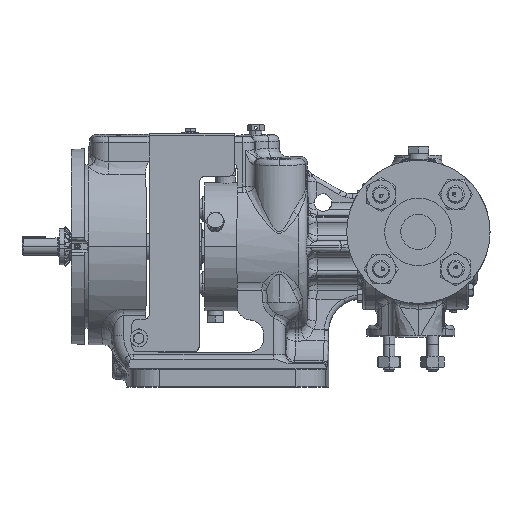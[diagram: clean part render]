
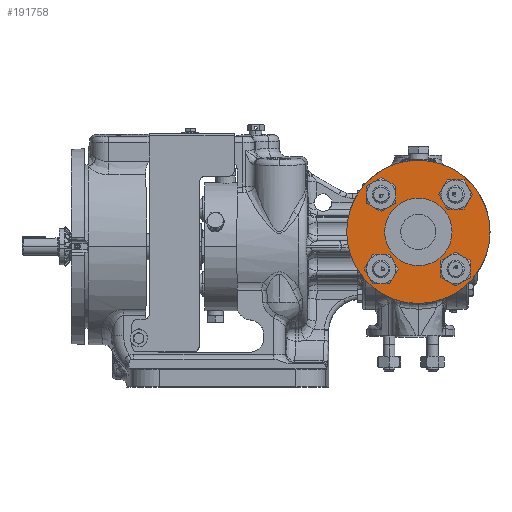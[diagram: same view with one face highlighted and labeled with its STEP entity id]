
A CAD part, top view. The second image highlights one B-rep face of the part: STEP entity #191758.
In plain terms, the highlighted planar face has unit normal (0, 0, 1).
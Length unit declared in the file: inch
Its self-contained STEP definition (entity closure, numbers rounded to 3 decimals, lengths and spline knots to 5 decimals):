
#808 = CIRCLE ( 'NONE', #131187, 3.06 ) ;
#1233 = ORIENTED_EDGE ( 'NONE', *, *, #69818, .T. ) ;
#1808 = ORIENTED_EDGE ( 'NONE', *, *, #148490, .F. ) ;
#3031 = CIRCLE ( 'NONE', #172248, 0.375 ) ;
#6015 = EDGE_CURVE ( 'NONE', #178545, #65656, #145517, .T. ) ;
#6035 = CARTESIAN_POINT ( 'NONE',  ( 3.41099, 1.83599, 4.94 ) ) ;
#6905 = FACE_BOUND ( 'NONE', #124550, .T. ) ;
#11771 = EDGE_CURVE ( 'NONE', #120416, #83127, #808, .T. ) ;
#12035 = CARTESIAN_POINT ( 'NONE',  ( 0.22901, -0.97099, 4.94 ) ) ;
#12496 = CARTESIAN_POINT ( 'NONE',  ( -1.24, 0.62, 4.94 ) ) ;
#14036 = EDGE_CURVE ( 'NONE', #54180, #121425, #152111, .T. ) ;
#14578 = CARTESIAN_POINT ( 'NONE',  ( 3.03599, -0.97099, 4.94 ) ) ;
#16380 = DIRECTION ( 'NONE',  ( 0., 0., 1. ) ) ;
#16625 = ORIENTED_EDGE ( 'NONE', *, *, #99959, .F. ) ;
#18133 = DIRECTION ( 'NONE',  ( 0., 0., 1. ) ) ;
#19903 = DIRECTION ( 'NONE',  ( 0., 0., 1. ) ) ;
#22767 = CARTESIAN_POINT ( 'NONE',  ( 3.41099, 2.21099, 4.94 ) ) ;
#23562 = AXIS2_PLACEMENT_3D ( 'NONE', #149475, #60867, #164292 ) ;
#24372 = CARTESIAN_POINT ( 'NONE',  ( 4.88, 0.62, 4.94 ) ) ;
#25580 = ORIENTED_EDGE ( 'NONE', *, *, #36193, .F. ) ;
#26951 = DIRECTION ( 'NONE',  ( -1., 0., 0. ) ) ;
#28284 = AXIS2_PLACEMENT_3D ( 'NONE', #12035, #115572, #26951 ) ;
#28711 = AXIS2_PLACEMENT_3D ( 'NONE', #22767, #126258, #37714 ) ;
#30782 = EDGE_CURVE ( 'NONE', #121425, #54180, #169131, .T. ) ;
#31867 = VERTEX_POINT ( 'NONE', #144928 ) ;
#33544 = CARTESIAN_POINT ( 'NONE',  ( 0.22901, -0.59599, 4.94 ) ) ;
#36193 = EDGE_CURVE ( 'NONE', #31867, #143555, #119528, .T. ) ;
#37714 = DIRECTION ( 'NONE',  ( -1., 0., 0. ) ) ;
#45195 = EDGE_CURVE ( 'NONE', #80912, #137742, #187513, .T. ) ;
#46232 = FACE_BOUND ( 'NONE', #52649, .T. ) ;
#48754 = DIRECTION ( 'NONE',  ( 0., 0., 1. ) ) ;
#49491 = DIRECTION ( 'NONE',  ( 0., 0., 1. ) ) ;
#50461 = CARTESIAN_POINT ( 'NONE',  ( 0.60401, 2.21099, 4.94 ) ) ;
#52649 = EDGE_LOOP ( 'NONE', ( #151792, #170243 ) ) ;
#54180 = VERTEX_POINT ( 'NONE', #90052 ) ;
#56299 = CARTESIAN_POINT ( 'NONE',  ( 3.41099, -0.97099, 4.94 ) ) ;
#59452 = ORIENTED_EDGE ( 'NONE', *, *, #30782, .F. ) ;
#60069 = DIRECTION ( 'NONE',  ( 0., 0., 1. ) ) ;
#60867 = DIRECTION ( 'NONE',  ( 0., 0., 1. ) ) ;
#62589 = ORIENTED_EDGE ( 'NONE', *, *, #6015, .F. ) ;
#65656 = VERTEX_POINT ( 'NONE', #178549 ) ;
#67859 = CARTESIAN_POINT ( 'NONE',  ( -0.14599, 2.21099, 4.94 ) ) ;
#68584 = CIRCLE ( 'NONE', #155742, 1.44 ) ;
#69818 = EDGE_CURVE ( 'NONE', #83127, #120416, #136092, .T. ) ;
#70706 = AXIS2_PLACEMENT_3D ( 'NONE', #56299, #159750, #71197 ) ;
#71197 = DIRECTION ( 'NONE',  ( -1., 0., 0. ) ) ;
#74775 = CARTESIAN_POINT ( 'NONE',  ( 3.26, 0.62, 4.94 ) ) ;
#78456 = VERTEX_POINT ( 'NONE', #50461 ) ;
#79999 = ORIENTED_EDGE ( 'NONE', *, *, #98548, .F. ) ;
#80912 = VERTEX_POINT ( 'NONE', #165796 ) ;
#81310 = CIRCLE ( 'NONE', #132535, 0.375 ) ;
#81478 = ORIENTED_EDGE ( 'NONE', *, *, #14036, .F. ) ;
#82835 = CARTESIAN_POINT ( 'NONE',  ( 1.82, 0.62, 4.94 ) ) ;
#83127 = VERTEX_POINT ( 'NONE', #12496 ) ;
#84148 = EDGE_LOOP ( 'NONE', ( #137761, #1233 ) ) ;
#84554 = EDGE_LOOP ( 'NONE', ( #81478, #59452 ) ) ;
#84783 = DIRECTION ( 'NONE',  ( 0., 0., 1. ) ) ;
#89580 = AXIS2_PLACEMENT_3D ( 'NONE', #106782, #18133, #121585 ) ;
#89707 = DIRECTION ( 'NONE',  ( -1., 0., 0. ) ) ;
#90052 = CARTESIAN_POINT ( 'NONE',  ( 3.78599, -0.97099, 4.94 ) ) ;
#97821 = DIRECTION ( 'NONE',  ( -1., 0., 0. ) ) ;
#98548 = EDGE_CURVE ( 'NONE', #65656, #178545, #177894, .T. ) ;
#99959 = EDGE_CURVE ( 'NONE', #145997, #78456, #129648, .T. ) ;
#100724 = AXIS2_PLACEMENT_3D ( 'NONE', #138101, #49491, #152962 ) ;
#103957 = PLANE ( 'NONE',  #107580 ) ;
#105054 = CARTESIAN_POINT ( 'NONE',  ( 1.82, 0.62, 4.94 ) ) ;
#106782 = CARTESIAN_POINT ( 'NONE',  ( 3.41099, 2.21099, 4.94 ) ) ;
#107580 = AXIS2_PLACEMENT_3D ( 'NONE', #74775, #178164, #89707 ) ;
#108554 = CARTESIAN_POINT ( 'NONE',  ( 0.22901, -0.97099, 4.94 ) ) ;
#112336 = EDGE_LOOP ( 'NONE', ( #16625, #138406 ) ) ;
#113163 = AXIS2_PLACEMENT_3D ( 'NONE', #105054, #16380, #119886 ) ;
#115572 = DIRECTION ( 'NONE',  ( 0., 0., 1. ) ) ;
#115745 = FACE_OUTER_BOUND ( 'NONE', #84148, .T. ) ;
#116978 = EDGE_CURVE ( 'NONE', #137742, #80912, #68584, .T. ) ;
#117036 = EDGE_LOOP ( 'NONE', ( #79999, #62589 ) ) ;
#118074 = CARTESIAN_POINT ( 'NONE',  ( 3.26, 0.62, 4.94 ) ) ;
#119528 = CIRCLE ( 'NONE', #28284, 0.375 ) ;
#119886 = DIRECTION ( 'NONE',  ( -1., 0., 0. ) ) ;
#120351 = FACE_BOUND ( 'NONE', #112336, .T. ) ;
#120416 = VERTEX_POINT ( 'NONE', #24372 ) ;
#121425 = VERTEX_POINT ( 'NONE', #14578 ) ;
#121585 = DIRECTION ( 'NONE',  ( -1., 0., 0. ) ) ;
#123391 = DIRECTION ( 'NONE',  ( -1., 0., 0. ) ) ;
#124550 = EDGE_LOOP ( 'NONE', ( #25580, #1808 ) ) ;
#126258 = DIRECTION ( 'NONE',  ( 0., 0., 1. ) ) ;
#129648 = CIRCLE ( 'NONE', #152876, 0.375 ) ;
#131187 = AXIS2_PLACEMENT_3D ( 'NONE', #82835, #186236, #97821 ) ;
#132535 = AXIS2_PLACEMENT_3D ( 'NONE', #108554, #19903, #123391 ) ;
#136092 = CIRCLE ( 'NONE', #113163, 3.06 ) ;
#137380 = CARTESIAN_POINT ( 'NONE',  ( 0.22901, 2.21099, 4.94 ) ) ;
#137742 = VERTEX_POINT ( 'NONE', #118074 ) ;
#137761 = ORIENTED_EDGE ( 'NONE', *, *, #11771, .T. ) ;
#138101 = CARTESIAN_POINT ( 'NONE',  ( 1.82, 0.62, 4.94 ) ) ;
#138406 = ORIENTED_EDGE ( 'NONE', *, *, #181389, .F. ) ;
#143555 = VERTEX_POINT ( 'NONE', #33544 ) ;
#144928 = CARTESIAN_POINT ( 'NONE',  ( 0.22901, -1.34599, 4.94 ) ) ;
#145517 = CIRCLE ( 'NONE', #28711, 0.375 ) ;
#145997 = VERTEX_POINT ( 'NONE', #67859 ) ;
#148490 = EDGE_CURVE ( 'NONE', #143555, #31867, #81310, .T. ) ;
#148708 = CARTESIAN_POINT ( 'NONE',  ( 1.82, 0.62, 4.94 ) ) ;
#149475 = CARTESIAN_POINT ( 'NONE',  ( 3.41099, -0.97099, 4.94 ) ) ;
#151792 = ORIENTED_EDGE ( 'NONE', *, *, #116978, .F. ) ;
#152111 = CIRCLE ( 'NONE', #23562, 0.375 ) ;
#152217 = DIRECTION ( 'NONE',  ( -1., 0., 0. ) ) ;
#152876 = AXIS2_PLACEMENT_3D ( 'NONE', #173303, #84783, #188158 ) ;
#152962 = DIRECTION ( 'NONE',  ( 1., 0., 0. ) ) ;
#154907 = FACE_BOUND ( 'NONE', #84554, .T. ) ;
#155742 = AXIS2_PLACEMENT_3D ( 'NONE', #148708, #60069, #163509 ) ;
#159582 = FACE_BOUND ( 'NONE', #117036, .T. ) ;
#159750 = DIRECTION ( 'NONE',  ( 0., 0., 1. ) ) ;
#163509 = DIRECTION ( 'NONE',  ( 1., 0., 0. ) ) ;
#164292 = DIRECTION ( 'NONE',  ( -1., 0., 0. ) ) ;
#165796 = CARTESIAN_POINT ( 'NONE',  ( 0.38, 0.62, 4.94 ) ) ;
#169131 = CIRCLE ( 'NONE', #70706, 0.375 ) ;
#170243 = ORIENTED_EDGE ( 'NONE', *, *, #45195, .F. ) ;
#172248 = AXIS2_PLACEMENT_3D ( 'NONE', #137380, #48754, #152217 ) ;
#173303 = CARTESIAN_POINT ( 'NONE',  ( 0.22901, 2.21099, 4.94 ) ) ;
#177894 = CIRCLE ( 'NONE', #89580, 0.375 ) ;
#178164 = DIRECTION ( 'NONE',  ( 0., 0., -1. ) ) ;
#178545 = VERTEX_POINT ( 'NONE', #6035 ) ;
#178549 = CARTESIAN_POINT ( 'NONE',  ( 3.41099, 2.58599, 4.94 ) ) ;
#181389 = EDGE_CURVE ( 'NONE', #78456, #145997, #3031, .T. ) ;
#186236 = DIRECTION ( 'NONE',  ( 0., 0., 1. ) ) ;
#187513 = CIRCLE ( 'NONE', #100724, 1.44 ) ;
#188158 = DIRECTION ( 'NONE',  ( -1., 0., 0. ) ) ;
#191758 = ADVANCED_FACE ( 'NONE', ( #6905, #120351, #159582, #154907, #115745, #46232 ), #103957, .F. ) ;
